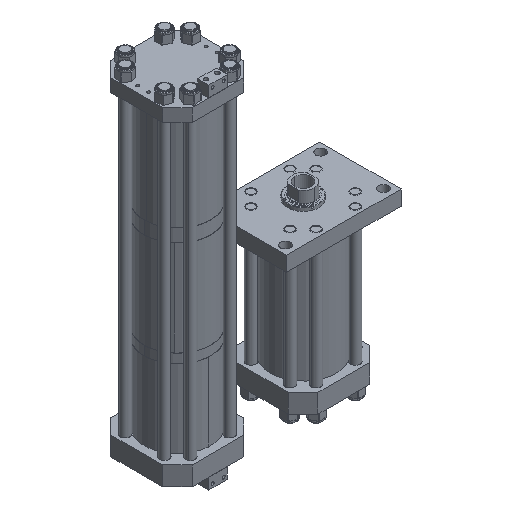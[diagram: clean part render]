
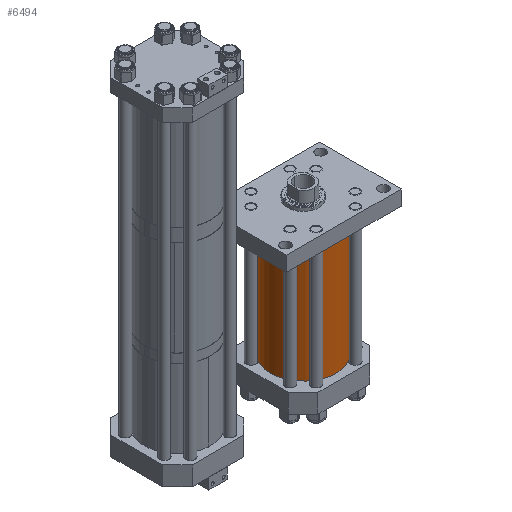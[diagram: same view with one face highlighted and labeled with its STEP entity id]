
A CAD part, isometric view. The second image highlights one B-rep face of the part: STEP entity #6494.
In plain terms, the highlighted cylindrical face has radius 114.3 mm (diameter 228.6 mm), a partial arc.
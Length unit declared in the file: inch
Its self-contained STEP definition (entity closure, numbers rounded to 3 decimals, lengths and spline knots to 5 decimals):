
#142 = VERTEX_POINT ( 'NONE', #4419 ) ;
#147 = ORIENTED_EDGE ( 'NONE', *, *, #16067, .T. ) ;
#477 = VECTOR ( 'NONE', #16006, 39.37008 ) ;
#738 = AXIS2_PLACEMENT_3D ( 'NONE', #9194, #5206, #840 ) ;
#840 = DIRECTION ( 'NONE',  ( -1., 0., 0. ) ) ;
#1062 = EDGE_LOOP ( 'NONE', ( #4151, #2017, #147, #2738 ) ) ;
#1863 = VERTEX_POINT ( 'NONE', #10833 ) ;
#2017 = ORIENTED_EDGE ( 'NONE', *, *, #7705, .F. ) ;
#2737 = EDGE_CURVE ( 'NONE', #11048, #13936, #7835, .T. ) ;
#2738 = ORIENTED_EDGE ( 'NONE', *, *, #2737, .T. ) ;
#3548 = LINE ( 'NONE', #10462, #477 ) ;
#4151 = ORIENTED_EDGE ( 'NONE', *, *, #15235, .F. ) ;
#4419 = CARTESIAN_POINT ( 'NONE',  ( -4.5, 0., 16.188 ) ) ;
#4506 = DIRECTION ( 'NONE',  ( 1., 0., 0. ) ) ;
#4720 = CIRCLE ( 'NONE', #12580, 4.5 ) ;
#5206 = DIRECTION ( 'NONE',  ( 0., 0., -1. ) ) ;
#6494 = ADVANCED_FACE ( 'NONE', ( #14851 ), #10653, .T. ) ;
#6987 = DIRECTION ( 'NONE',  ( 0., 0., 1. ) ) ;
#7705 = EDGE_CURVE ( 'NONE', #142, #1863, #4720, .T. ) ;
#7835 = CIRCLE ( 'NONE', #12220, 4.5 ) ;
#7993 = DIRECTION ( 'NONE',  ( 0., 0., -1. ) ) ;
#8097 = LINE ( 'NONE', #17642, #15704 ) ;
#8613 = CARTESIAN_POINT ( 'NONE',  ( 0., 0., 16.188 ) ) ;
#9194 = CARTESIAN_POINT ( 'NONE',  ( 0., 0., 16.188 ) ) ;
#9270 = DIRECTION ( 'NONE',  ( 1., 0., 0. ) ) ;
#10462 = CARTESIAN_POINT ( 'NONE',  ( 4.5, 0., 16.188 ) ) ;
#10653 = CYLINDRICAL_SURFACE ( 'NONE', #738, 4.5 ) ;
#10833 = CARTESIAN_POINT ( 'NONE',  ( 4.5, 0., 16.188 ) ) ;
#11048 = VERTEX_POINT ( 'NONE', #16147 ) ;
#11733 = CARTESIAN_POINT ( 'NONE',  ( 4.5, 0., 0. ) ) ;
#12220 = AXIS2_PLACEMENT_3D ( 'NONE', #16180, #15911, #9270 ) ;
#12580 = AXIS2_PLACEMENT_3D ( 'NONE', #8613, #6987, #4506 ) ;
#13936 = VERTEX_POINT ( 'NONE', #11733 ) ;
#14851 = FACE_OUTER_BOUND ( 'NONE', #1062, .T. ) ;
#15235 = EDGE_CURVE ( 'NONE', #1863, #13936, #3548, .T. ) ;
#15704 = VECTOR ( 'NONE', #7993, 39.37008 ) ;
#15911 = DIRECTION ( 'NONE',  ( 0., 0., 1. ) ) ;
#16006 = DIRECTION ( 'NONE',  ( 0., 0., -1. ) ) ;
#16067 = EDGE_CURVE ( 'NONE', #142, #11048, #8097, .T. ) ;
#16147 = CARTESIAN_POINT ( 'NONE',  ( -4.5, 0., 0. ) ) ;
#16180 = CARTESIAN_POINT ( 'NONE',  ( 0., 0., 0. ) ) ;
#17642 = CARTESIAN_POINT ( 'NONE',  ( -4.5, 0., 16.188 ) ) ;
